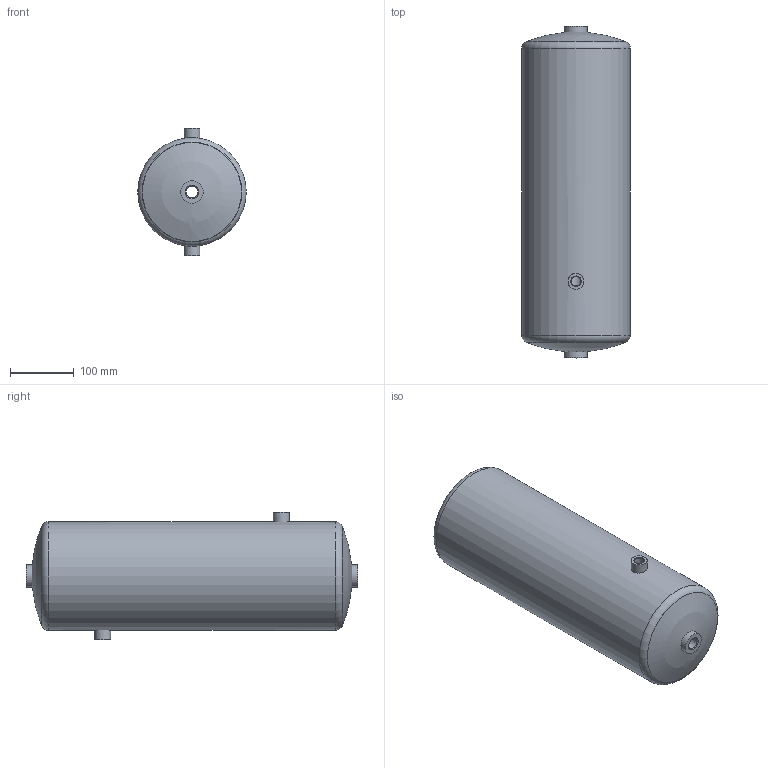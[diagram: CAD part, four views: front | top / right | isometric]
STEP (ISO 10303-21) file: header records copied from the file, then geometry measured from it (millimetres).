
FILE_DESCRIPTION(/* description */ ('Unknown'),/* implementation_level */ '2;1');
FILE_NAME(/* name */ '050604 - 10SBV4',/* time_stamp */ '2016-09-14T08:47:48+02:00',/* author */ ('Unknown'),/* organization */ ('Unknown'),/* preprocessor_version */ 'ST-DEVELOPER v16.7',/* originating_system */ 'DEX',/* authorisation */ $);
FILE_SCHEMA (('AUTOMOTIVE_DESIGN {1 0 10303 214 3 1 1}'));
Length unit declared in the file: millimetre
Products named in the file (1): 050604 - 10SBV4
Bounding box: 170 x 520 x 200 mm (x, y, z)
Volume: 978873.7 mm3; surface area: 682341.6 mm2
Topology: 1 solids, 2 shells, 28 faces, 73 edges, 45 vertices
Faces by surface type: cylinder 12, torus 4, sphere 4, plane 4, cone 4
Full cylindrical faces by diameter (mm): 14.9 x2, 18.63 x1, 25 x4, 35 x3, 166 x1, 170 x1
Entity records: 2731 total; most frequent: CARTESIAN_POINT 2002, DIRECTION 106, ORIENTED_EDGE 64, EDGE_LOOP 64, FACE_BOUND 64, AXIS2_PLACEMENT_3D 53, EDGE_CURVE 32, VERTEX_POINT 32
